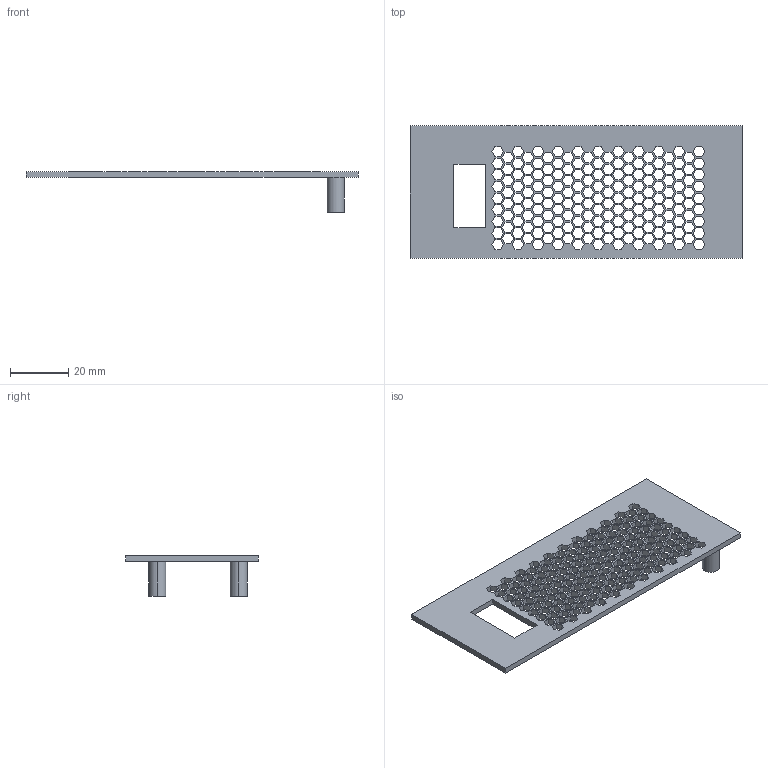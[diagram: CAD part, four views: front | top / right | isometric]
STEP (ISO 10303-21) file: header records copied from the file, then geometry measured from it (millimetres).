
FILE_DESCRIPTION (( 'STEP AP214' ), '1' );
FILE_NAME ('Lid.STEP', '2025-12-12T08:26:38', ( '' ), ( '' ), 'SwSTEP 2.0', 'SolidWorks 2025', '' );
FILE_SCHEMA (( 'AUTOMOTIVE_DESIGN' ));
Length unit declared in the file: millimetre
Products named in the file (1): Lid
Bounding box: 114.3 x 45.59 x 14 mm (x, y, z)
Volume: 6727.2 mm3; surface area: 11959.2 mm2
Topology: 1 solids, 1 shells, 1100 faces, 3282 edges, 2188 vertices
Faces by surface type: plane 1092, cylinder 8
Entity records: 36925 total; most frequent: CARTESIAN_POINT 6571, ORIENTED_EDGE 6564, DIRECTION 5500, EDGE_CURVE 3282, LINE 3266, VECTOR 3266, VERTEX_POINT 2188, EDGE_LOOP 1464
